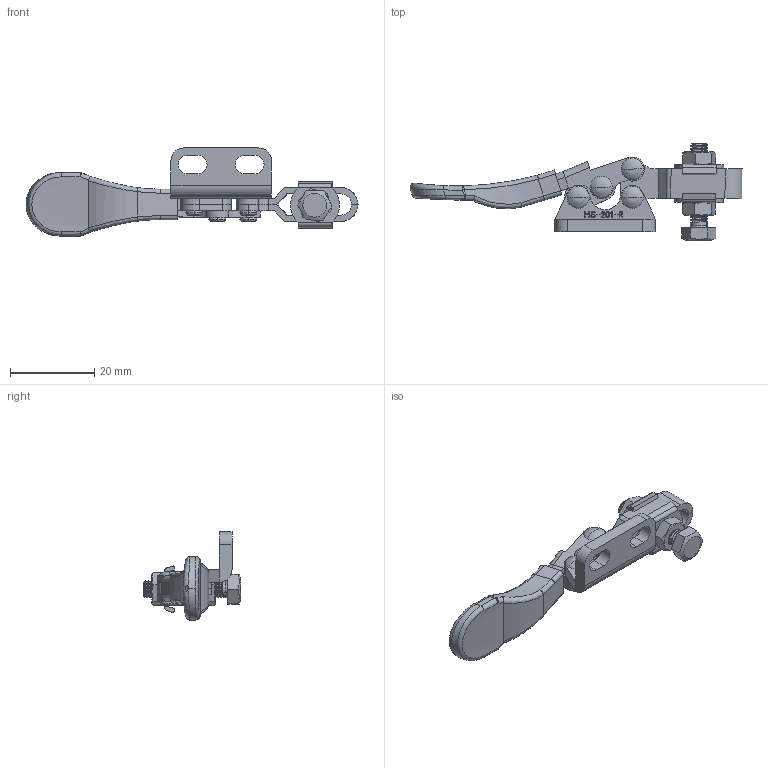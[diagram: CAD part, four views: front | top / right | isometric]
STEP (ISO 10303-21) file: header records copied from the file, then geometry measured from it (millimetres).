
FILE_DESCRIPTION (( 'STEP AP203' ), '1' );
FILE_NAME ('HS-201-R.STEP', '2019-09-30T00:50:25', ( '微软用户' ), ( '微软中国' ), 'SwSTEP 2.0', 'SolidWorks 2012', '' );
FILE_SCHEMA (( 'CONFIG_CONTROL_DESIGN' ));
Products named in the file (13): HS-201-R; ASM0003__ASM; PRT0009_; PRT0008_; 201-R-01____ANY_; PRT0007_; PRT0006_; PRT0005_; PRT0004_; ASM0002__ASM; NONE-31287_; NONE-30806_; PRT0003_
Assembly tree (18 placements, depth 3):
  HS-201-R
    PRT0003_  x4
    ASM0002__ASM
      NONE-30806_
      NONE-31287_
    PRT0004_
    PRT0005_  x2
    PRT0006_  x2
    PRT0007_  x2
    201-R-01____ANY_
    ASM0003__ASM
      PRT0008_
      PRT0009_
Bounding box: 78.6 x 23.02 x 20.86 mm (x, y, z)
Volume: 4567.3 mm3; surface area: 8013.1 mm2
Topology: 16 solids, 16 shells, 803 faces, 2147 edges, 1391 vertices
Faces by surface type: plane 474, cylinder 208, bspline 80, cone 33, torus 8
Entity records: 38099 total; most frequent: CARTESIAN_POINT 19420, ORIENTED_EDGE 3806, DIRECTION 3141, EDGE_CURVE 1903, LINE 1349, VECTOR 1349, VERTEX_POINT 1251, AXIS2_PLACEMENT_3D 896
